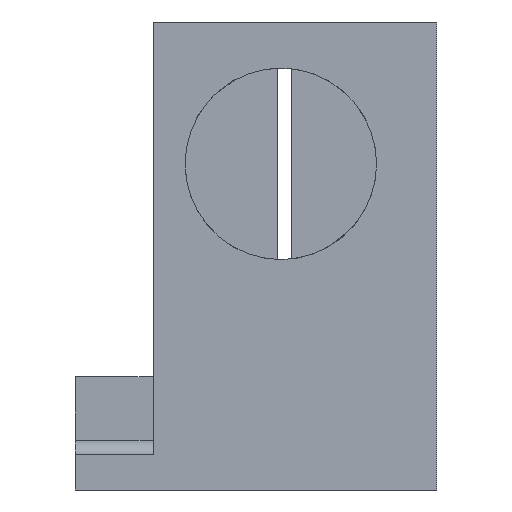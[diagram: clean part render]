
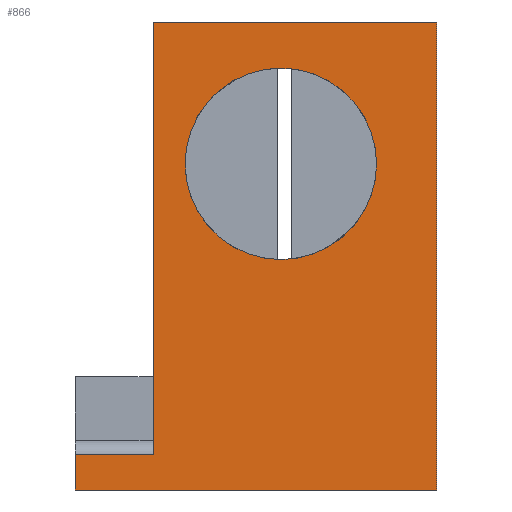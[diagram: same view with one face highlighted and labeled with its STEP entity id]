
A CAD part, front view. The second image highlights one B-rep face of the part: STEP entity #866.
In plain terms, the highlighted planar face has unit normal (0, -1, 0).
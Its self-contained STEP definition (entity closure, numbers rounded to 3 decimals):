
#42=FACE_BOUND('',#148,.T.);
#72=PLANE('',#939);
#94=FACE_OUTER_BOUND('',#147,.T.);
#147=EDGE_LOOP('',(#621,#622,#623,#624,#625,#626));
#148=EDGE_LOOP('',(#627));
#216=LINE('',#1282,#278);
#222=LINE('',#1305,#284);
#227=LINE('',#1328,#289);
#228=LINE('',#1330,#290);
#229=LINE('',#1332,#291);
#230=LINE('',#1333,#292);
#278=VECTOR('',#1027,10.);
#284=VECTOR('',#1047,10.);
#289=VECTOR('',#1072,10.);
#290=VECTOR('',#1073,10.);
#291=VECTOR('',#1074,10.);
#292=VECTOR('',#1075,10.);
#351=CIRCLE('',#940,13.5);
#384=VERTEX_POINT('',#1279);
#385=VERTEX_POINT('',#1281);
#395=VERTEX_POINT('',#1303);
#403=VERTEX_POINT('',#1327);
#404=VERTEX_POINT('',#1329);
#405=VERTEX_POINT('',#1331);
#406=VERTEX_POINT('',#1334);
#467=EDGE_CURVE('',#384,#385,#216,.T.);
#479=EDGE_CURVE('',#384,#395,#222,.T.);
#490=EDGE_CURVE('',#403,#385,#227,.F.);
#491=EDGE_CURVE('',#404,#395,#228,.T.);
#492=EDGE_CURVE('',#405,#404,#229,.T.);
#493=EDGE_CURVE('',#403,#405,#230,.F.);
#494=EDGE_CURVE('',#406,#406,#351,.T.);
#621=ORIENTED_EDGE('',*,*,#490,.T.);
#622=ORIENTED_EDGE('',*,*,#467,.F.);
#623=ORIENTED_EDGE('',*,*,#479,.T.);
#624=ORIENTED_EDGE('',*,*,#491,.F.);
#625=ORIENTED_EDGE('',*,*,#492,.F.);
#626=ORIENTED_EDGE('',*,*,#493,.F.);
#627=ORIENTED_EDGE('',*,*,#494,.T.);
#866=ADVANCED_FACE('',(#94,#42),#72,.F.);
#939=AXIS2_PLACEMENT_3D('',#1326,#1070,#1071);
#940=AXIS2_PLACEMENT_3D('',#1335,#1076,#1077);
#1027=DIRECTION('',(0.,0.,1.));
#1047=DIRECTION('',(-1.,0.,0.));
#1070=DIRECTION('center_axis',(0.,1.,0.));
#1071=DIRECTION('ref_axis',(1.,0.,0.));
#1072=DIRECTION('',(1.,0.,0.));
#1073=DIRECTION('',(0.,0.,1.));
#1074=DIRECTION('',(-1.,0.,0.));
#1075=DIRECTION('',(0.,0.,1.));
#1076=DIRECTION('center_axis',(0.,1.,0.));
#1077=DIRECTION('ref_axis',(1.,0.,0.));
#1279=CARTESIAN_POINT('',(0.,-260.,-31.));
#1281=CARTESIAN_POINT('',(0.,-260.,30.));
#1282=CARTESIAN_POINT('',(0.,-260.,-5.));
#1303=CARTESIAN_POINT('',(-11.,-260.,-31.));
#1305=CARTESIAN_POINT('',(8.75,-260.,-31.));
#1326=CARTESIAN_POINT('Origin',(17.5,-260.,-5.));
#1327=CARTESIAN_POINT('',(40.,-260.,30.));
#1328=CARTESIAN_POINT('',(17.5,-260.,30.));
#1329=CARTESIAN_POINT('',(-11.,-260.,-36.));
#1330=CARTESIAN_POINT('',(-11.,-260.,-37.));
#1331=CARTESIAN_POINT('',(40.,-260.,-36.));
#1332=CARTESIAN_POINT('',(17.5,-260.,-36.));
#1333=CARTESIAN_POINT('',(40.,-260.,-5.));
#1334=CARTESIAN_POINT('',(4.5,-260.,10.));
#1335=CARTESIAN_POINT('Origin',(18.,-260.,10.));
